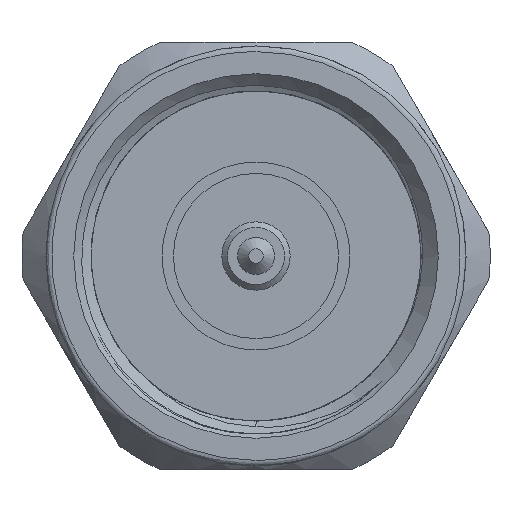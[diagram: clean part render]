
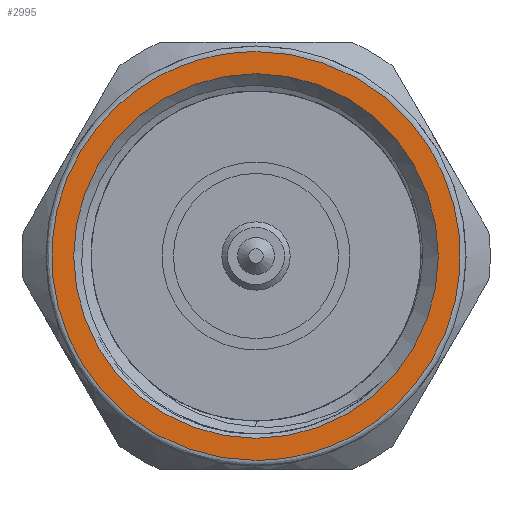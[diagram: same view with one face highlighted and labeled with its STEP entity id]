
A CAD part, left-side view. The second image highlights one B-rep face of the part: STEP entity #2995.
In plain terms, the highlighted planar face has unit normal (-1, 0, 0).
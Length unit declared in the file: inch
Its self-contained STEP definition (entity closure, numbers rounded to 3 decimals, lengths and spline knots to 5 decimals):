
#321 = CARTESIAN_POINT ( 'NONE',  ( 0., 0., -0.35879 ) ) ;
#706 = EDGE_CURVE ( 'NONE', #4204, #2023, #1961, .T. ) ;
#1113 = EDGE_LOOP ( 'NONE', ( #1997 ) ) ;
#1269 = FACE_OUTER_BOUND ( 'NONE', #2293, .T. ) ;
#1283 = CARTESIAN_POINT ( 'NONE',  ( 0., 0., -0.35879 ) ) ;
#1598 = CARTESIAN_POINT ( 'NONE',  ( 0., 0., 0.35879 ) ) ;
#1661 = DIRECTION ( 'NONE',  ( -1., 0., 0. ) ) ;
#1674 = DIRECTION ( 'NONE',  ( 0., -1., 0. ) ) ;
#1896 = CIRCLE ( 'NONE', #4274, 0.32 ) ;
#1961 =( BOUNDED_CURVE ( )  B_SPLINE_CURVE ( 3, ( #3235, #2828, #3570, #2328 ),
 .UNSPECIFIED., .F., .T. ) 
 B_SPLINE_CURVE_WITH_KNOTS ( ( 4, 4 ),
 ( 0., 1. ),
 .UNSPECIFIED. ) 
 CURVE ( )  GEOMETRIC_REPRESENTATION_ITEM ( )  RATIONAL_B_SPLINE_CURVE ( ( 1., 0.333, 0.333, 1. ) ) 
 REPRESENTATION_ITEM ( '' )  );
#1995 =( BOUNDED_CURVE ( )  B_SPLINE_CURVE ( 3, ( #1598, #3151, #4857, #321 ),
 .UNSPECIFIED., .F., .T. ) 
 B_SPLINE_CURVE_WITH_KNOTS ( ( 4, 4 ),
 ( 0., 1. ),
 .UNSPECIFIED. ) 
 CURVE ( )  GEOMETRIC_REPRESENTATION_ITEM ( )  RATIONAL_B_SPLINE_CURVE ( ( 1., 0.333, 0.333, 1. ) ) 
 REPRESENTATION_ITEM ( '' )  );
#1997 = ORIENTED_EDGE ( 'NONE', *, *, #4247, .F. ) ;
#2000 = ORIENTED_EDGE ( 'NONE', *, *, #706, .F. ) ;
#2023 = VERTEX_POINT ( 'NONE', #4921 ) ;
#2082 = CARTESIAN_POINT ( 'NONE',  ( 0., 0.36879, 0. ) ) ;
#2272 = EDGE_CURVE ( 'NONE', #2023, #4204, #1995, .T. ) ;
#2293 = EDGE_LOOP ( 'NONE', ( #3528, #2000 ) ) ;
#2328 = CARTESIAN_POINT ( 'NONE',  ( 0., 0., 0.35879 ) ) ;
#2828 = CARTESIAN_POINT ( 'NONE',  ( 0., 0.71759, -0.35879 ) ) ;
#2897 = DIRECTION ( 'NONE',  ( 1., 0., 0. ) ) ;
#2995 = ADVANCED_FACE ( 'NONE', ( #4879, #1269 ), #4856, .F. ) ;
#3151 = CARTESIAN_POINT ( 'NONE',  ( 0., -0.71759, 0.35879 ) ) ;
#3235 = CARTESIAN_POINT ( 'NONE',  ( 0., 0., -0.35879 ) ) ;
#3528 = ORIENTED_EDGE ( 'NONE', *, *, #2272, .F. ) ;
#3570 = CARTESIAN_POINT ( 'NONE',  ( 0., 0.71759, 0.35879 ) ) ;
#3778 = CARTESIAN_POINT ( 'NONE',  ( 0., 0., 0. ) ) ;
#3816 = CARTESIAN_POINT ( 'NONE',  ( 0., 0., -0.32 ) ) ;
#4120 = AXIS2_PLACEMENT_3D ( 'NONE', #2082, #2897, #1674 ) ;
#4182 = DIRECTION ( 'NONE',  ( 0., 0., -1. ) ) ;
#4204 = VERTEX_POINT ( 'NONE', #1283 ) ;
#4247 = EDGE_CURVE ( 'NONE', #4528, #4528, #1896, .T. ) ;
#4274 = AXIS2_PLACEMENT_3D ( 'NONE', #3778, #1661, #4182 ) ;
#4528 = VERTEX_POINT ( 'NONE', #3816 ) ;
#4856 = PLANE ( 'NONE',  #4120 ) ;
#4857 = CARTESIAN_POINT ( 'NONE',  ( 0., -0.71759, -0.35879 ) ) ;
#4879 = FACE_BOUND ( 'NONE', #1113, .T. ) ;
#4921 = CARTESIAN_POINT ( 'NONE',  ( 0., 0., 0.35879 ) ) ;
